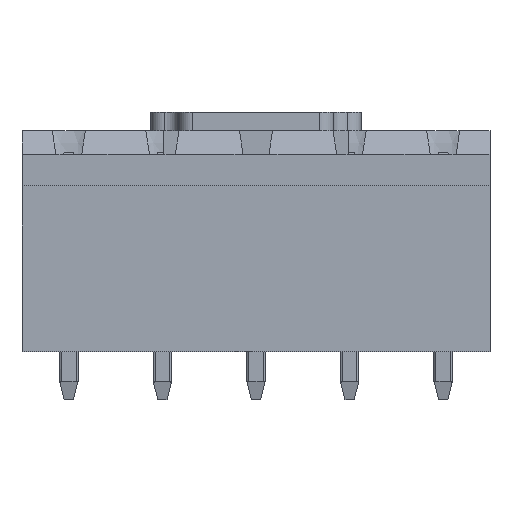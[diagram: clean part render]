
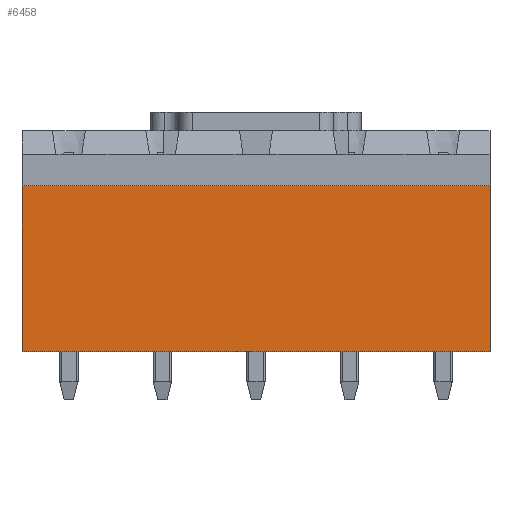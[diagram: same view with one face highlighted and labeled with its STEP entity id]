
A CAD part, front view. The second image highlights one B-rep face of the part: STEP entity #6458.
In plain terms, the highlighted planar face has unit normal (0, -1, 0).
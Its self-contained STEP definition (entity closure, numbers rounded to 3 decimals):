
#798=ORIENTED_EDGE('',*,*,#2560,.T.);
#799=ORIENTED_EDGE('',*,*,#2214,.T.);
#800=ORIENTED_EDGE('',*,*,#2343,.T.);
#801=ORIENTED_EDGE('',*,*,#2599,.T.);
#2214=EDGE_CURVE('',#3162,#3161,#3774,.T.);
#2343=EDGE_CURVE('',#3161,#3284,#3873,.T.);
#2560=EDGE_CURVE('',#3448,#3162,#4082,.T.);
#2599=EDGE_CURVE('',#3284,#3448,#4116,.T.);
#3161=VERTEX_POINT('',#9102);
#3162=VERTEX_POINT('',#9104);
#3284=VERTEX_POINT('',#9363);
#3448=VERTEX_POINT('',#9815);
#3774=LINE('',#9103,#4539);
#3873=LINE('',#9364,#4638);
#4082=LINE('',#9814,#4847);
#4116=LINE('',#9876,#4881);
#4539=VECTOR('',#7319,1000.);
#4638=VECTOR('',#7496,1000.);
#4847=VECTOR('',#7797,1000.);
#4881=VECTOR('',#7849,1000.);
#5365=EDGE_LOOP('',(#798,#799,#800,#801));
#5771=FACE_BOUND('',#5365,.T.);
#6172=PLANE('',#6899);
#6458=ADVANCED_FACE('',(#5771),#6172,.T.);
#6899=AXIS2_PLACEMENT_3D('',#9877,#7850,#7851);
#7319=DIRECTION('',(1.,0.,0.));
#7496=DIRECTION('',(0.,0.,1.));
#7797=DIRECTION('',(0.,0.,-1.));
#7849=DIRECTION('',(-1.,0.,0.));
#7850=DIRECTION('',(0.,-1.,0.));
#7851=DIRECTION('',(0.,0.,-1.));
#9102=CARTESIAN_POINT('',(12.7,0.7,-6.));
#9103=CARTESIAN_POINT('',(-12.7,0.7,-6.));
#9104=CARTESIAN_POINT('',(-12.7,0.7,-6.));
#9363=CARTESIAN_POINT('',(12.7,0.7,3.));
#9364=CARTESIAN_POINT('',(12.7,0.7,-6.));
#9814=CARTESIAN_POINT('',(-12.7,0.7,3.));
#9815=CARTESIAN_POINT('',(-12.7,0.7,3.));
#9876=CARTESIAN_POINT('',(12.7,0.7,3.));
#9877=CARTESIAN_POINT('',(0.,0.7,0.));
